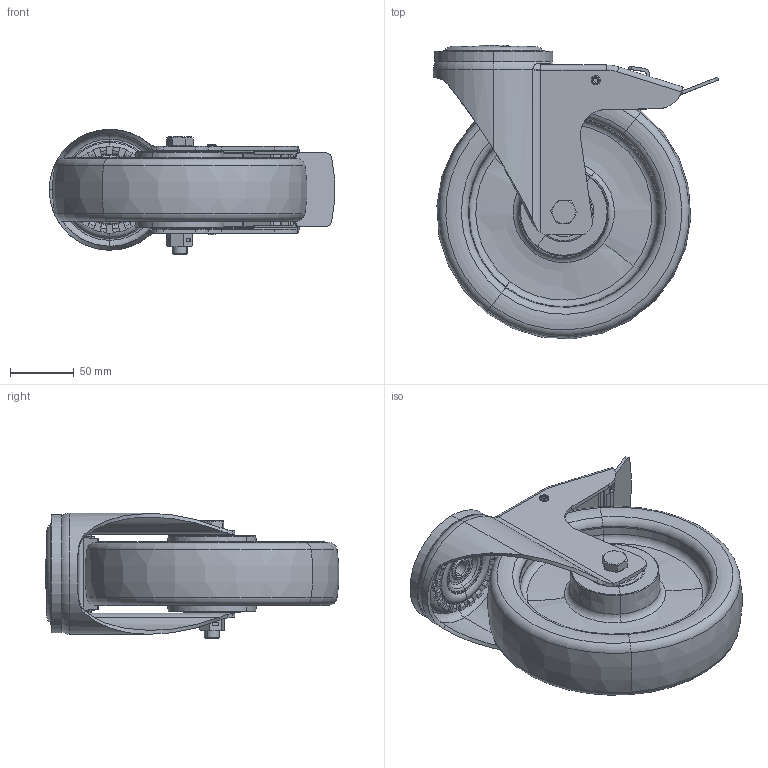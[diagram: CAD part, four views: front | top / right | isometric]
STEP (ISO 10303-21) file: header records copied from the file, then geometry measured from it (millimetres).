
FILE_DESCRIPTION (( 'STEP AP214' ), '1' );
FILE_NAME ('0055950.step', '2023-06-12T08:14:13', ( '' ), ( '' ), 'SwSTEP 2.0', 'SolidWorks 2020', '' );
FILE_SCHEMA (( 'AUTOMOTIVE_DESIGN' ));
Length unit declared in the file: millimetre
Products named in the file (1): 0055950
Bounding box: 224.14 x 230.58 x 98.5 mm (x, y, z)
Volume: 1200307.7 mm3; surface area: 387185 mm2
Topology: 30 solids, 31 shells, 1352 faces, 3352 edges, 2047 vertices
Faces by surface type: plane 508, cylinder 336, torus 266, cone 144, bspline 60, sphere 38
Entity records: 61499 total; most frequent: CARTESIAN_POINT 14039, DIRECTION 7141, ORIENTED_EDGE 6608, EDGE_CURVE 3304, AXIS2_PLACEMENT_3D 2878, VERTEX_POINT 2023, CIRCLE 1585, EDGE_LOOP 1441
